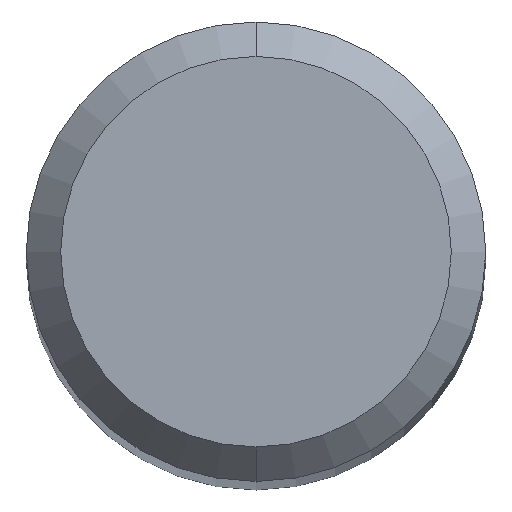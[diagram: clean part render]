
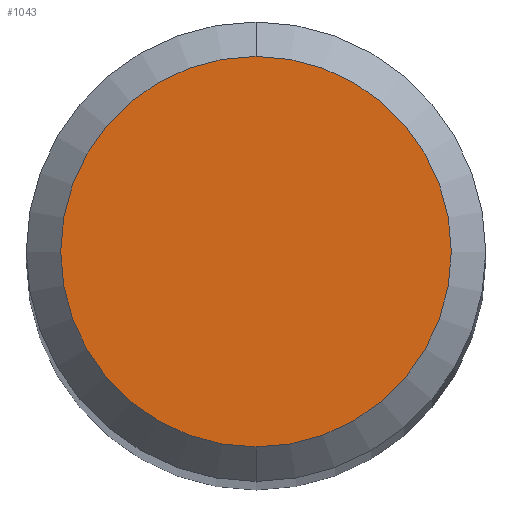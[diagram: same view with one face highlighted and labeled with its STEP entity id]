
A CAD part, top view. The second image highlights one B-rep face of the part: STEP entity #1043.
In plain terms, the highlighted planar face has unit normal (0, 0, 1).
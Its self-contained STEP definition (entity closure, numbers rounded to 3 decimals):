
#581=EDGE_CURVE('',#719,#619,#1418,.T.);
#619=VERTEX_POINT('',#1460);
#621=EDGE_CURVE('',#619,#719,#1462,.T.);
#719=VERTEX_POINT('',#1566);
#1043=ADVANCED_FACE('',(#1920),#1921,.T.);
#1418=CIRCLE('',#2708,1.7);
#1460=CARTESIAN_POINT('',(0.0,1.7,0.0));
#1462=CIRCLE('',#2877,1.7);
#1566=CARTESIAN_POINT('',(0.,-1.7,0.0));
#1920=FACE_OUTER_BOUND('',#4855,.T.);
#1921=PLANE('',#4856);
#2708=AXIS2_PLACEMENT_3D('',#5746,#5747,#5748);
#2877=AXIS2_PLACEMENT_3D('',#5786,#5787,#5788);
#4855=EDGE_LOOP('',(#6230,#6231));
#4856=AXIS2_PLACEMENT_3D('',#6232,#6233,#6234);
#5746=CARTESIAN_POINT('',(0.0,0.0,0.0));
#5747=DIRECTION('',(0.0,0.0,-1.0));
#5748=DIRECTION('',(0.0,1.0,0.0));
#5786=CARTESIAN_POINT('',(0.0,0.0,0.0));
#5787=DIRECTION('',(0.0,0.0,-1.0));
#5788=DIRECTION('',(0.0,1.0,0.0));
#6230=ORIENTED_EDGE('',*,*,#621,.F.);
#6231=ORIENTED_EDGE('',*,*,#581,.F.);
#6232=CARTESIAN_POINT('',(0.0,0.85,0.0));
#6233=DIRECTION('',(-0.0,0.0,1.0));
#6234=DIRECTION('',(0.0,-1.0,0.0));
